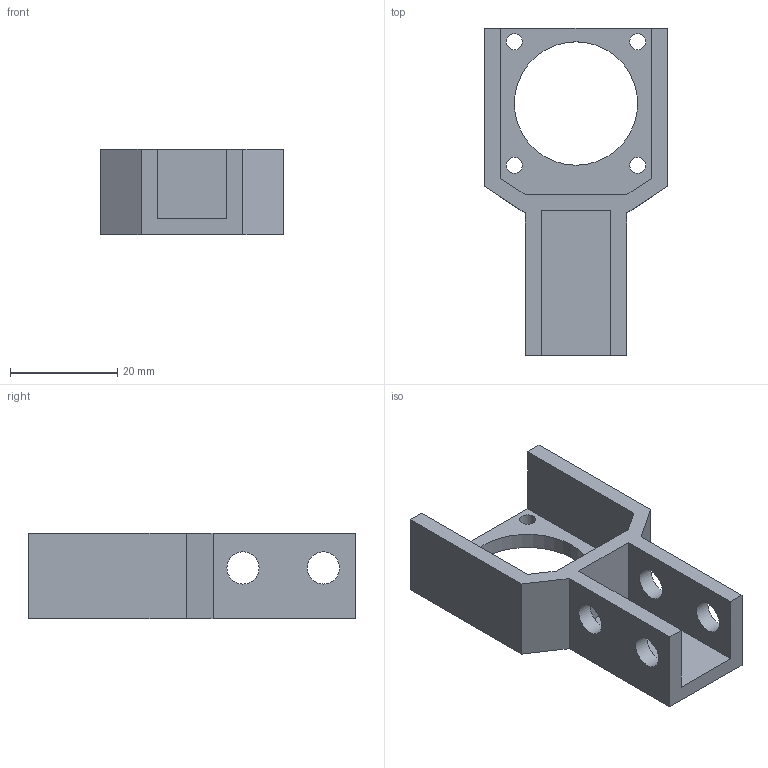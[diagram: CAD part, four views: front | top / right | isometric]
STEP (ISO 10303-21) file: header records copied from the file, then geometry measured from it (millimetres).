
FILE_DESCRIPTION(/* description */ (''),/* implementation_level */ '2;1');
FILE_NAME(/* name */ 'LinkExtender.step',/* time_stamp */ '2025-09-09T17:28:14+01:00',/* author */ (''),/* organization */ (''),/* preprocessor_version */ 'ST-DEVELOPER v20.1',/* originating_system */ 'Autodesk Translation Framework v14.10.0.0',/* authorisation */ '');
FILE_SCHEMA (('AUTOMOTIVE_DESIGN { 1 0 10303 214 3 1 1 }'));
Length unit declared in the file: millimetre
Products named in the file (1): LinkExtender
Bounding box: 34 x 61 x 16 mm (x, y, z)
Volume: 8862.6 mm3; surface area: 7100 mm2
Topology: 1 solids, 1 shells, 29 faces, 81 edges, 54 vertices
Faces by surface type: plane 20, cylinder 9
Full cylindrical faces by diameter (mm): 3 x4, 6 x4, 23 x1
Entity records: 1009 total; most frequent: CARTESIAN_POINT 165, ORIENTED_EDGE 162, DIRECTION 159, EDGE_CURVE 81, LINE 63, VECTOR 63, VERTEX_POINT 54, AXIS2_PLACEMENT_3D 48
